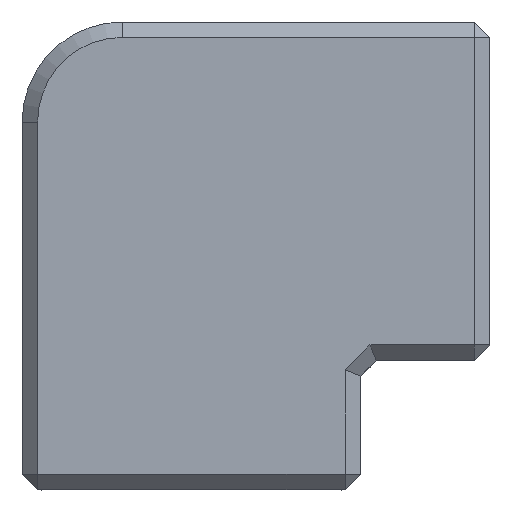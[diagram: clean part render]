
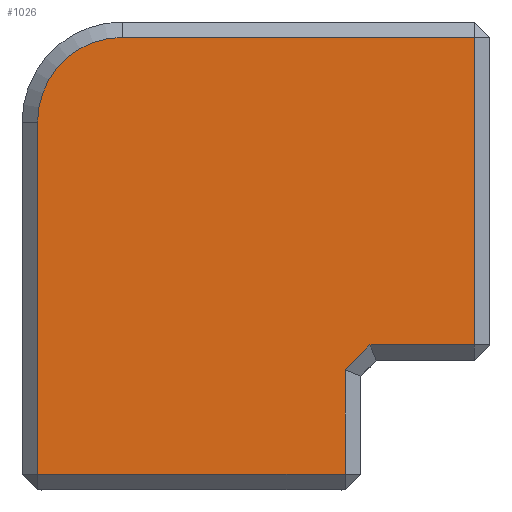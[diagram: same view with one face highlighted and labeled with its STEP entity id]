
A CAD part, top view. The second image highlights one B-rep face of the part: STEP entity #1026.
In plain terms, the highlighted planar face has unit normal (0, 0, 1).
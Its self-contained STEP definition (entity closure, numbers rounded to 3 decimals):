
#988=AXIS2_PLACEMENT_3D('Plane Axis2P3D',#985,#986,#987) ;
#1006=AXIS2_PLACEMENT_3D('Circle Axis2P3D',#1004,#1005,$) ;
#694=CARTESIAN_POINT('Vertex',(32.864,-44.558,10.1)) ;
#713=CARTESIAN_POINT('Line Origine',(32.864,-32.81,10.1)) ;
#717=CARTESIAN_POINT('Vertex',(32.864,-39.132,10.1)) ;
#739=CARTESIAN_POINT('Vertex',(34.157,-37.839,10.1)) ;
#742=CARTESIAN_POINT('Line Origine',(33.99,-38.005,10.1)) ;
#813=CARTESIAN_POINT('Line Origine',(28.235,-37.839,10.1)) ;
#817=CARTESIAN_POINT('Vertex',(39.583,-37.839,10.1)) ;
#949=CARTESIAN_POINT('Line Origine',(28.235,-44.558,10.1)) ;
#953=CARTESIAN_POINT('Vertex',(16.887,-44.558,10.1)) ;
#985=CARTESIAN_POINT('Axis2P3D Location',(0.,0.,10.1)) ;
#990=CARTESIAN_POINT('Line Origine',(39.583,-29.851,10.1)) ;
#994=CARTESIAN_POINT('Vertex',(39.583,-21.863,10.1)) ;
#997=CARTESIAN_POINT('Line Origine',(30.435,-21.863,10.1)) ;
#1001=CARTESIAN_POINT('Vertex',(21.288,-21.863,10.1)) ;
#1004=CARTESIAN_POINT('Axis2P3D Location',(21.288,-26.263,10.1)) ;
#1008=CARTESIAN_POINT('Vertex',(16.887,-26.263,10.1)) ;
#1011=CARTESIAN_POINT('Line Origine',(16.887,-35.41,10.1)) ;
#714=DIRECTION('Vector Direction',(0.,-1.,0.)) ;
#743=DIRECTION('Vector Direction',(-0.707,-0.707,0.)) ;
#814=DIRECTION('Vector Direction',(-1.,0.,0.)) ;
#950=DIRECTION('Vector Direction',(-1.,0.,0.)) ;
#986=DIRECTION('Axis2P3D Direction',(0.,0.,1.)) ;
#987=DIRECTION('Axis2P3D XDirection',(1.,0.,0.)) ;
#991=DIRECTION('Vector Direction',(0.,-1.,0.)) ;
#998=DIRECTION('Vector Direction',(1.,0.,0.)) ;
#1005=DIRECTION('Axis2P3D Direction',(0.,0.,1.)) ;
#1012=DIRECTION('Vector Direction',(0.,1.,0.)) ;
#715=VECTOR('Line Direction',#714,1.) ;
#744=VECTOR('Line Direction',#743,1.) ;
#815=VECTOR('Line Direction',#814,1.) ;
#951=VECTOR('Line Direction',#950,1.) ;
#992=VECTOR('Line Direction',#991,1.) ;
#999=VECTOR('Line Direction',#998,1.) ;
#1013=VECTOR('Line Direction',#1012,1.) ;
#1017=ORIENTED_EDGE('',*,*,#955,.T.) ;
#1018=ORIENTED_EDGE('',*,*,#719,.T.) ;
#1019=ORIENTED_EDGE('',*,*,#746,.T.) ;
#1020=ORIENTED_EDGE('',*,*,#819,.T.) ;
#1021=ORIENTED_EDGE('',*,*,#996,.T.) ;
#1022=ORIENTED_EDGE('',*,*,#1003,.T.) ;
#1023=ORIENTED_EDGE('',*,*,#1010,.T.) ;
#1024=ORIENTED_EDGE('',*,*,#1015,.T.) ;
#1026=ADVANCED_FACE('Body.2',(#1025),#989,.T.) ;
#1007=CIRCLE('generated circle',#1006,4.4) ;
#719=EDGE_CURVE('',#695,#718,#716,.F.) ;
#746=EDGE_CURVE('',#718,#740,#745,.F.) ;
#819=EDGE_CURVE('',#740,#818,#816,.F.) ;
#955=EDGE_CURVE('',#954,#695,#952,.F.) ;
#996=EDGE_CURVE('',#818,#995,#993,.F.) ;
#1003=EDGE_CURVE('',#995,#1002,#1000,.F.) ;
#1010=EDGE_CURVE('',#1002,#1009,#1007,.T.) ;
#1015=EDGE_CURVE('',#1009,#954,#1014,.F.) ;
#1016=EDGE_LOOP('',(#1017,#1018,#1019,#1020,#1021,#1022,#1023,#1024)) ;
#1025=FACE_OUTER_BOUND('',#1016,.T.) ;
#716=LINE('Line',#713,#715) ;
#745=LINE('Line',#742,#744) ;
#816=LINE('Line',#813,#815) ;
#952=LINE('Line',#949,#951) ;
#993=LINE('Line',#990,#992) ;
#1000=LINE('Line',#997,#999) ;
#1014=LINE('Line',#1011,#1013) ;
#989=PLANE('',#988) ;
#695=VERTEX_POINT('',#694) ;
#718=VERTEX_POINT('',#717) ;
#740=VERTEX_POINT('',#739) ;
#818=VERTEX_POINT('',#817) ;
#954=VERTEX_POINT('',#953) ;
#995=VERTEX_POINT('',#994) ;
#1002=VERTEX_POINT('',#1001) ;
#1009=VERTEX_POINT('',#1008) ;
